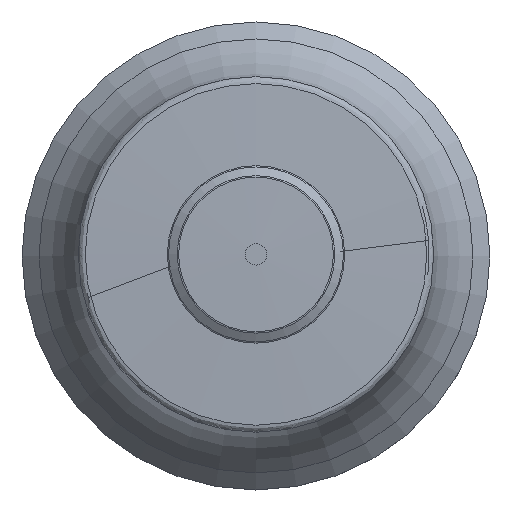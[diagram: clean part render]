
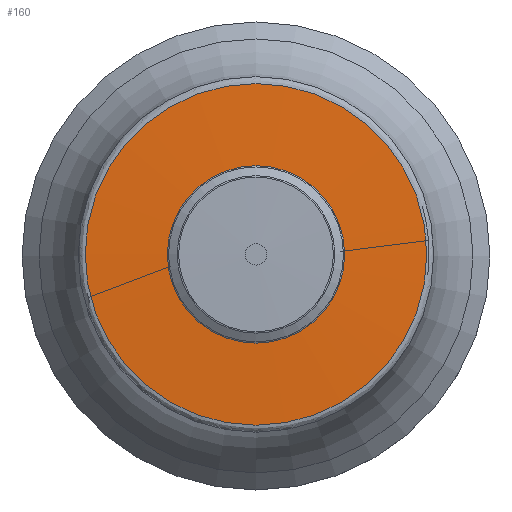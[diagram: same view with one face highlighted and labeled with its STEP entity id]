
A CAD part, top view. The second image highlights one B-rep face of the part: STEP entity #160.
In plain terms, the highlighted face is a revolution surface.
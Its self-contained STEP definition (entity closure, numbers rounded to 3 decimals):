
#92=SURFACE_OF_REVOLUTION('',#104,#98);
#98=AXIS1_PLACEMENT('',#641,#505);
#104=B_SPLINE_CURVE_WITH_KNOTS('',5,(#635,#636,#637,#638,#639,#640),
 .UNSPECIFIED.,.F.,.F.,(6,6),(0.,1.),.UNSPECIFIED.);
#118=FACE_BOUND('',#214,.T.);
#119=FACE_BOUND('',#215,.T.);
#160=ADVANCED_FACE('',(#118,#119),#92,.T.);
#214=EDGE_LOOP('',(#266));
#215=EDGE_LOOP('',(#267));
#266=ORIENTED_EDGE('',*,*,#372,.F.);
#267=ORIENTED_EDGE('',*,*,#371,.T.);
#337=VERTEX_POINT('',#631);
#338=VERTEX_POINT('',#634);
#371=EDGE_CURVE('',#337,#337,#409,.T.);
#372=EDGE_CURVE('',#338,#338,#410,.T.);
#409=CIRCLE('',#436,9.476);
#410=CIRCLE('',#438,18.25);
#436=AXIS2_PLACEMENT_3D('',#630,#499,#500);
#438=AXIS2_PLACEMENT_3D('',#633,#503,#504);
#499=DIRECTION('',(0.,0.,-1.));
#500=DIRECTION('',(-1.,0.,0.));
#503=DIRECTION('',(0.,0.,-1.));
#504=DIRECTION('',(-1.,0.,0.));
#505=DIRECTION('',(0.,0.,-1.));
#630=CARTESIAN_POINT('',(0.,0.,100.186));
#631=CARTESIAN_POINT('',(-9.476,0.,100.186));
#633=CARTESIAN_POINT('',(0.,0.,99.871));
#634=CARTESIAN_POINT('',(-18.25,0.,99.871));
#635=CARTESIAN_POINT('',(9.476,0.,100.186));
#636=CARTESIAN_POINT('',(11.231,0.,100.123));
#637=CARTESIAN_POINT('',(12.986,0.,100.06));
#638=CARTESIAN_POINT('',(14.741,0.,99.997));
#639=CARTESIAN_POINT('',(16.495,0.,99.934));
#640=CARTESIAN_POINT('',(18.25,0.,99.871));
#641=CARTESIAN_POINT('',(0.,0.,0.));
